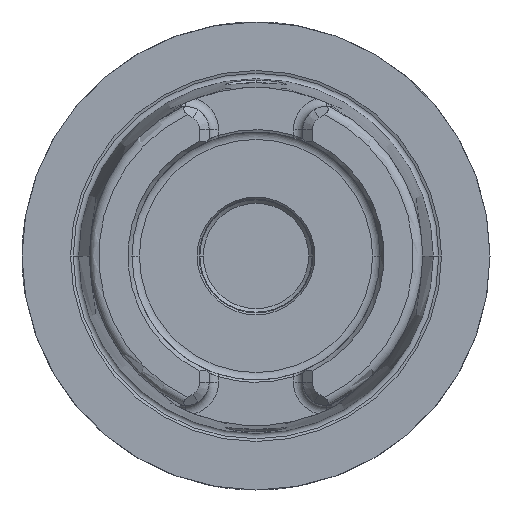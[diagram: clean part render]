
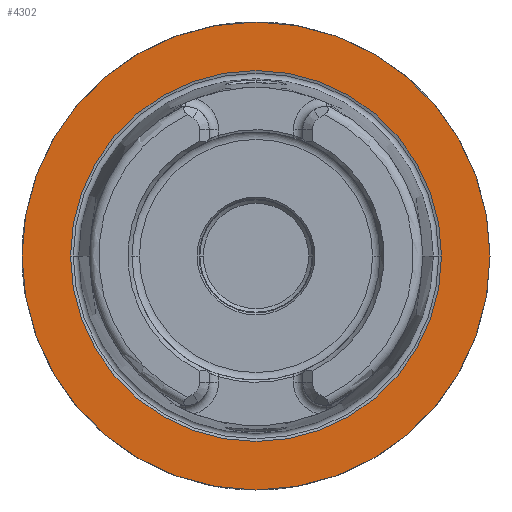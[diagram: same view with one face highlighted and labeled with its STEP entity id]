
A CAD part, left-side view. The second image highlights one B-rep face of the part: STEP entity #4302.
In plain terms, the highlighted planar face has unit normal (-1, 0, 0).
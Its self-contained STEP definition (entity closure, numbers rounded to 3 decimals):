
#905=CARTESIAN_POINT('',(0.,0.,0.));
#906=DIRECTION('',(1.,0.,0.));
#907=DIRECTION('',(0.,1.,0.));
#908=AXIS2_PLACEMENT_3D('',#905,#906,#907);
#910=CARTESIAN_POINT('',(0.,0.,0.));
#911=DIRECTION('',(-1.,0.,0.));
#912=DIRECTION('',(0.,1.,0.));
#913=AXIS2_PLACEMENT_3D('',#910,#911,#912);
#915=CARTESIAN_POINT('',(0.,0.,0.));
#916=DIRECTION('',(-1.,0.,0.));
#917=DIRECTION('',(0.,-1.,0.));
#918=AXIS2_PLACEMENT_3D('',#915,#916,#917);
#920=CARTESIAN_POINT('',(0.,0.,0.));
#921=DIRECTION('',(-1.,0.,0.));
#922=DIRECTION('',(0.,1.,0.));
#923=AXIS2_PLACEMENT_3D('',#920,#921,#922);
#2857=CARTESIAN_POINT('',(0.,50.,0.));
#2858=CARTESIAN_POINT('',(0.,-50.,0.));
#2859=VERTEX_POINT('',#2857);
#2860=VERTEX_POINT('',#2858);
#2885=CARTESIAN_POINT('',(0.,-39.632,0.));
#2886=VERTEX_POINT('',#2885);
#2887=CARTESIAN_POINT('',(0.,39.632,0.));
#2888=VERTEX_POINT('',#2887);
#4287=CARTESIAN_POINT('',(0.,0.,0.));
#4288=DIRECTION('',(1.,0.,0.));
#4289=DIRECTION('',(0.,-1.,0.));
#4290=AXIS2_PLACEMENT_3D('',#4287,#4288,#4289);
#4291=PLANE('',#4290);
#4293=ORIENTED_EDGE('',*,*,#4292,.T.);
#4295=ORIENTED_EDGE('',*,*,#4294,.F.);
#4296=EDGE_LOOP('',(#4293,#4295));
#4297=FACE_OUTER_BOUND('',#4296,.F.);
#4298=ORIENTED_EDGE('',*,*,#4282,.T.);
#4299=ORIENTED_EDGE('',*,*,#4266,.T.);
#4300=EDGE_LOOP('',(#4298,#4299));
#4301=FACE_BOUND('',#4300,.F.);
#4302=ADVANCED_FACE('',(#4297,#4301),#4291,.F.);
#909=CIRCLE('',#908,50.);
#914=CIRCLE('',#913,50.);
#919=CIRCLE('',#918,39.632);
#924=CIRCLE('',#923,39.632);
#4266=EDGE_CURVE('',#2888,#2886,#924,.T.);
#4282=EDGE_CURVE('',#2886,#2888,#919,.T.);
#4292=EDGE_CURVE('',#2859,#2860,#909,.T.);
#4294=EDGE_CURVE('',#2859,#2860,#914,.T.);
